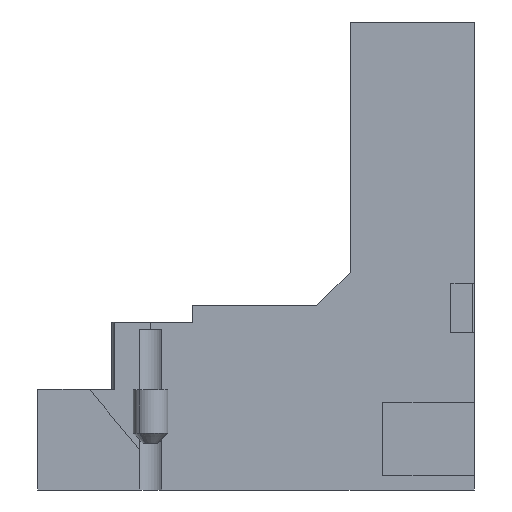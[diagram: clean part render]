
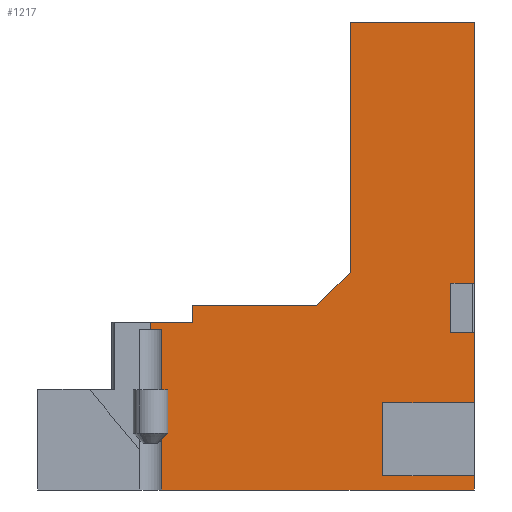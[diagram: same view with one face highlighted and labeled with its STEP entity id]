
A CAD part, left-side view. The second image highlights one B-rep face of the part: STEP entity #1217.
In plain terms, the highlighted planar face has unit normal (-1, 0, 0).
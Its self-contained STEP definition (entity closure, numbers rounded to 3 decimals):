
#1217=ADVANCED_FACE('',(#2796),#2797,.T.);
#1665=VERTEX_POINT('',#3262);
#1667=VERTEX_POINT('',#3264);
#1669=EDGE_CURVE('',#1665,#1667,#3266,.T.);
#1675=VERTEX_POINT('',#3272);
#1677=EDGE_CURVE('',#1675,#1665,#3274,.T.);
#1681=VERTEX_POINT('',#3278);
#1683=EDGE_CURVE('',#1681,#1675,#3280,.T.);
#1687=VERTEX_POINT('',#3284);
#1689=EDGE_CURVE('',#1681,#1687,#3286,.T.);
#1693=VERTEX_POINT('',#3290);
#1697=VERTEX_POINT('',#3294);
#1699=EDGE_CURVE('',#1697,#1693,#3296,.T.);
#1709=VERTEX_POINT('',#3306);
#1713=VERTEX_POINT('',#3310);
#1715=EDGE_CURVE('',#1713,#1709,#3312,.T.);
#1721=VERTEX_POINT('',#3318);
#1723=EDGE_CURVE('',#1687,#1721,#3320,.T.);
#1779=VERTEX_POINT('',#3376);
#1783=EDGE_CURVE('',#1779,#1667,#3380,.T.);
#1789=VERTEX_POINT('',#3386);
#1791=EDGE_CURVE('',#1789,#1713,#3388,.T.);
#1801=VERTEX_POINT('',#3398);
#1805=EDGE_CURVE('',#1709,#1801,#3402,.T.);
#1807=VERTEX_POINT('',#3404);
#1809=EDGE_CURVE('',#1807,#1697,#3406,.T.);
#1823=VERTEX_POINT('',#3420);
#1827=EDGE_CURVE('',#1693,#1823,#3424,.T.);
#1829=EDGE_CURVE('',#1807,#1801,#3426,.T.);
#1831=VERTEX_POINT('',#3428);
#1833=EDGE_CURVE('',#1831,#1823,#3430,.T.);
#1835=VERTEX_POINT('',#3432);
#1837=EDGE_CURVE('',#1835,#1831,#3434,.T.);
#1839=VERTEX_POINT('',#3436);
#1841=EDGE_CURVE('',#1839,#1835,#3438,.T.);
#1843=VERTEX_POINT('',#3440);
#1845=EDGE_CURVE('',#1843,#1839,#3442,.T.);
#1847=EDGE_CURVE('',#1721,#1843,#3444,.T.);
#1849=EDGE_CURVE('',#1789,#1779,#3446,.T.);
#2796=FACE_OUTER_BOUND('',#4350,.T.);
#2797=PLANE('',#4351);
#3262=CARTESIAN_POINT('',(6.7,46.85,24.0));
#3264=CARTESIAN_POINT('',(6.7,46.85,0.0));
#3266=LINE('',#5038,#5039);
#3272=CARTESIAN_POINT('',(6.7,48.5,24.0));
#3274=LINE('',#5052,#5053);
#3278=CARTESIAN_POINT('',(6.7,48.5,25.1));
#3280=LINE('',#5062,#5063);
#3284=CARTESIAN_POINT('',(6.7,42.2,25.1));
#3286=LINE('',#5072,#5073);
#3290=CARTESIAN_POINT('',(6.7,1.4,31.0));
#3294=CARTESIAN_POINT('',(6.7,1.4,23.6));
#3296=LINE('',#5088,#5089);
#3306=CARTESIAN_POINT('',(6.7,13.7,13.1));
#3310=CARTESIAN_POINT('',(6.7,13.7,2.1));
#3312=LINE('',#5112,#5113);
#3318=CARTESIAN_POINT('',(6.7,42.2,27.65));
#3320=LINE('',#5125,#5126);
#3376=CARTESIAN_POINT('',(6.7,0.0,0.0));
#3380=LINE('',#5219,#5220);
#3386=CARTESIAN_POINT('',(6.7,0.0,2.1));
#3388=LINE('',#5231,#5232);
#3398=CARTESIAN_POINT('',(6.7,0.0,13.1));
#3402=LINE('',#5255,#5256);
#3404=CARTESIAN_POINT('',(6.7,0.0,23.6));
#3406=LINE('',#5261,#5262);
#3420=CARTESIAN_POINT('',(6.7,0.0,31.0));
#3424=LINE('',#5289,#5290);
#3426=LINE('',#5293,#5294);
#3428=CARTESIAN_POINT('',(6.7,0.0,70.1));
#3430=LINE('',#5299,#5300);
#3432=CARTESIAN_POINT('',(6.7,18.6,70.1));
#3434=LINE('',#5305,#5306);
#3436=CARTESIAN_POINT('',(6.7,18.6,32.65));
#3438=LINE('',#5311,#5312);
#3440=CARTESIAN_POINT('',(6.7,23.6,27.65));
#3442=LINE('',#5317,#5318);
#3444=LINE('',#5321,#5322);
#3446=LINE('',#5325,#5326);
#4350=EDGE_LOOP('',(#6872,#6873,#6874,#6875,#6876,#6877,#6878,#6879,#6880,#6881,#6882,#6883,#6884,#6885,#6886,#6887,#6888,#6889,#6890));
#4351=AXIS2_PLACEMENT_3D('',#6891,#6892,#6893);
#5038=CARTESIAN_POINT('',(6.7,46.85,13.552));
#5039=VECTOR('',#7226,1.0);
#5052=CARTESIAN_POINT('',(6.7,36.664,24.0));
#5053=VECTOR('',#7229,1.0);
#5062=CARTESIAN_POINT('',(6.7,48.5,16.602));
#5063=VECTOR('',#7231,1.0);
#5072=CARTESIAN_POINT('',(6.7,54.3,25.1));
#5073=VECTOR('',#7233,1.0);
#5088=CARTESIAN_POINT('',(6.7,1.4,25.352));
#5089=VECTOR('',#7236,1.0);
#5112=CARTESIAN_POINT('',(6.7,13.7,20.102));
#5113=VECTOR('',#7240,1.0);
#5125=CARTESIAN_POINT('',(6.7,42.2,25.1));
#5126=VECTOR('',#7245,1.0);
#5219=CARTESIAN_POINT('',(6.7,0.0,0.0));
#5220=VECTOR('',#7262,1.0);
#5231=CARTESIAN_POINT('',(6.7,19.264,2.1));
#5232=VECTOR('',#7264,1.0);
#5255=CARTESIAN_POINT('',(6.7,12.414,13.1));
#5256=VECTOR('',#7269,1.0);
#5261=CARTESIAN_POINT('',(6.7,13.132,23.6));
#5262=VECTOR('',#7270,1.0);
#5289=CARTESIAN_POINT('',(6.7,13.132,31.0));
#5290=VECTOR('',#7280,1.0);
#5293=CARTESIAN_POINT('',(6.7,0.0,70.1));
#5294=VECTOR('',#7281,1.0);
#5299=CARTESIAN_POINT('',(6.7,0.0,70.1));
#5300=VECTOR('',#7282,1.0);
#5305=CARTESIAN_POINT('',(6.7,18.6,70.1));
#5306=VECTOR('',#7283,1.0);
#5311=CARTESIAN_POINT('',(6.7,18.6,32.65));
#5312=VECTOR('',#7284,1.0);
#5317=CARTESIAN_POINT('',(6.7,23.6,27.65));
#5318=VECTOR('',#7285,1.0);
#5321=CARTESIAN_POINT('',(6.7,42.2,27.65));
#5322=VECTOR('',#7286,1.0);
#5325=CARTESIAN_POINT('',(6.7,0.0,70.1));
#5326=VECTOR('',#7287,1.0);
#6872=ORIENTED_EDGE('',*,*,#1791,.T.);
#6873=ORIENTED_EDGE('',*,*,#1715,.T.);
#6874=ORIENTED_EDGE('',*,*,#1805,.T.);
#6875=ORIENTED_EDGE('',*,*,#1829,.F.);
#6876=ORIENTED_EDGE('',*,*,#1809,.T.);
#6877=ORIENTED_EDGE('',*,*,#1699,.T.);
#6878=ORIENTED_EDGE('',*,*,#1827,.T.);
#6879=ORIENTED_EDGE('',*,*,#1833,.F.);
#6880=ORIENTED_EDGE('',*,*,#1837,.F.);
#6881=ORIENTED_EDGE('',*,*,#1841,.F.);
#6882=ORIENTED_EDGE('',*,*,#1845,.F.);
#6883=ORIENTED_EDGE('',*,*,#1847,.F.);
#6884=ORIENTED_EDGE('',*,*,#1723,.F.);
#6885=ORIENTED_EDGE('',*,*,#1689,.F.);
#6886=ORIENTED_EDGE('',*,*,#1683,.T.);
#6887=ORIENTED_EDGE('',*,*,#1677,.T.);
#6888=ORIENTED_EDGE('',*,*,#1669,.T.);
#6889=ORIENTED_EDGE('',*,*,#1783,.F.);
#6890=ORIENTED_EDGE('',*,*,#1849,.F.);
#6891=CARTESIAN_POINT('',(6.7,24.828,27.104));
#6892=DIRECTION('',(-1.0,0.0,0.0));
#6893=DIRECTION('',(0.0,1.0,0.0));
#7226=DIRECTION('',(0.0,0.0,-1.0));
#7229=DIRECTION('',(0.0,-1.0,0.0));
#7231=DIRECTION('',(0.0,0.0,-1.0));
#7233=DIRECTION('',(0.0,-1.0,0.0));
#7236=DIRECTION('',(0.0,0.0,1.0));
#7240=DIRECTION('',(0.0,0.0,1.0));
#7245=DIRECTION('',(0.0,0.0,1.0));
#7262=DIRECTION('',(0.0,1.0,0.0));
#7264=DIRECTION('',(0.0,1.0,0.0));
#7269=DIRECTION('',(0.0,-1.0,0.0));
#7270=DIRECTION('',(0.0,1.0,0.0));
#7280=DIRECTION('',(0.0,-1.0,0.0));
#7281=DIRECTION('',(0.0,0.0,-1.0));
#7282=DIRECTION('',(0.0,0.0,-1.0));
#7283=DIRECTION('',(0.0,-1.0,0.0));
#7284=DIRECTION('',(0.0,0.0,1.0));
#7285=DIRECTION('',(0.0,-0.707,0.707));
#7286=DIRECTION('',(0.0,-1.0,0.0));
#7287=DIRECTION('',(0.0,0.0,-1.0));
